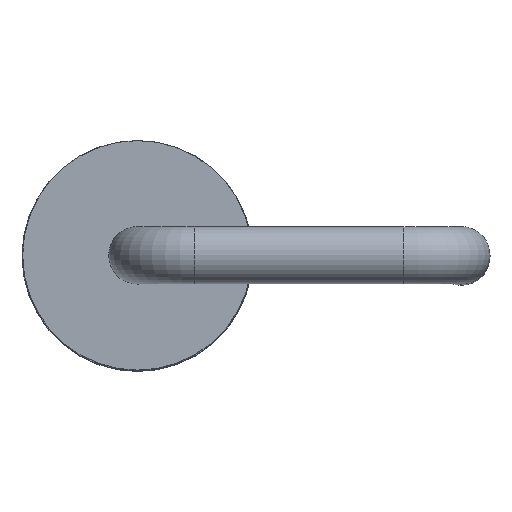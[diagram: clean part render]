
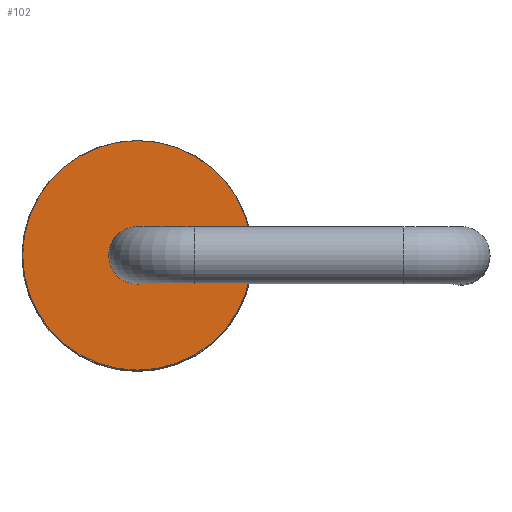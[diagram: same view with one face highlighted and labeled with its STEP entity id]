
A CAD part, top view. The second image highlights one B-rep face of the part: STEP entity #102.
In plain terms, the highlighted planar face has unit normal (0, 0, 1).
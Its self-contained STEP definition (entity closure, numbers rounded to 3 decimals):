
#27=DIRECTION('',(0.,0.,-1.));
#56=DIRECTION('',(1.,0.,0.));
#76=VERTEX_POINT('',#77);
#77=CARTESIAN_POINT('',(1.8,0.,8.1));
#80=EDGE_CURVE('',#76,#76,#81,.T.);
#81=CIRCLE('',#82,1.8);
#82=AXIS2_PLACEMENT_3D('',#83,#27,#56);
#83=CARTESIAN_POINT('',(0.,0.,8.1));
#102=ADVANCED_FACE('',(#103,#106),#117,.F.);
#103=FACE_BOUND('',#104,.T.);
#104=EDGE_LOOP('',(#105));
#105=ORIENTED_EDGE('',*,*,#80,.F.);
#106=FACE_BOUND('',#107,.T.);
#107=EDGE_LOOP('',(#108));
#108=ORIENTED_EDGE('',*,*,#109,.F.);
#109=EDGE_CURVE('',#110,#110,#112,.T.);
#110=VERTEX_POINT('',#111);
#111=CARTESIAN_POINT('',(0.45,0.,8.1));
#112=CIRCLE('',#113,0.45);
#113=AXIS2_PLACEMENT_3D('',#114,#115,#116);
#114=CARTESIAN_POINT('',(0.,0.,8.1));
#115=DIRECTION('',(0.,0.,1.));
#116=DIRECTION('',(1.,0.,0.));
#117=PLANE('',#82);
